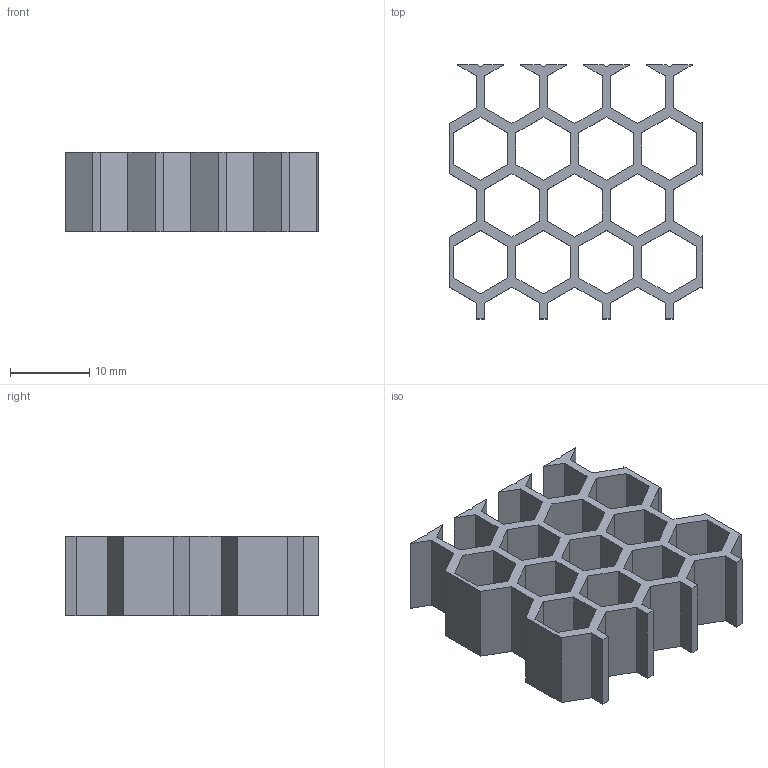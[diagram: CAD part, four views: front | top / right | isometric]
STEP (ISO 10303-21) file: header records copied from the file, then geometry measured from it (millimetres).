
FILE_DESCRIPTION(('Open CASCADE Model'),'2;1');
FILE_NAME('Open CASCADE Shape Model','2021-05-12T18:10:35',('Author'),( 'Open CASCADE'),'Open CASCADE STEP processor 7.4','Open CASCADE 7.4' ,'Unknown');
FILE_SCHEMA(('AUTOMOTIVE_DESIGN { 1 0 10303 214 1 1 1 1 }'));
Length unit declared in the file: millimetre
Products named in the file (2): Open CASCADE STEP translator 7.4 2; Open CASCADE STEP translator 7.4 2.1
Assembly tree (2 placements, depth 2):
  Open CASCADE STEP translator 7.4 2
    Open CASCADE STEP translator 7.4 2.1  x2
Bounding box: 32 x 32 x 10 mm (x, y, z)
Volume: 5451.6 mm3; surface area: 10629.3 mm2
Topology: 2 solids, 2 shells, 284 faces, 840 edges, 560 vertices
Faces by surface type: plane 284
Entity records: 9880 total; most frequent: CARTESIAN_POINT 1989, DIRECTION 1246, LINE 956, VECTOR 956, ORIENTED_EDGE 840, PCURVE 840, DEFINITIONAL_REPRESENTATION 840, EDGE_CURVE 420
